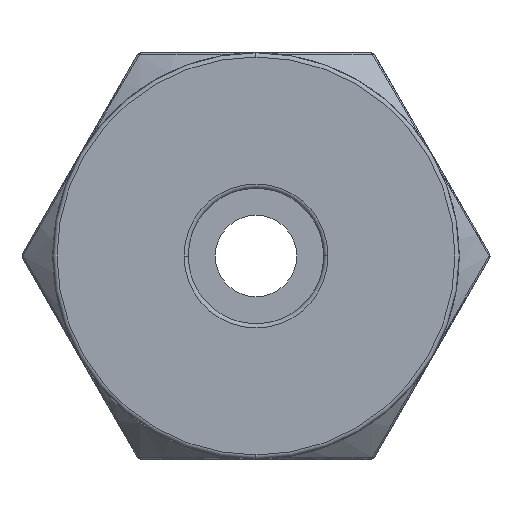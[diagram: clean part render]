
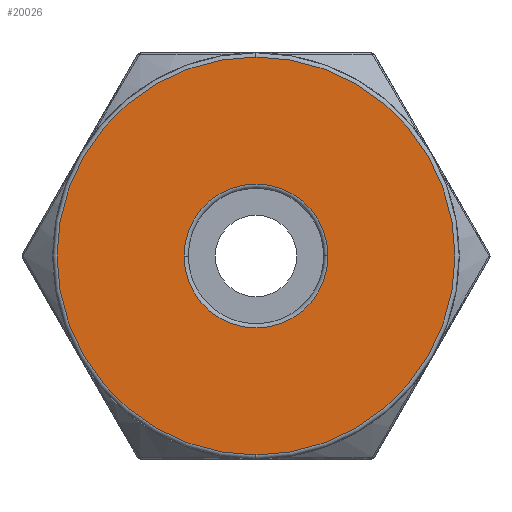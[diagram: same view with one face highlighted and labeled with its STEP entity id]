
A CAD part, left-side view. The second image highlights one B-rep face of the part: STEP entity #20026.
In plain terms, the highlighted face is planar.
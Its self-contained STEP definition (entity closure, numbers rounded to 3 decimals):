
#16876=CARTESIAN_POINT('',(0.,0.,0.));
#16877=DIRECTION('',(-1.,0.,0.));
#16878=DIRECTION('',(0.,1.,0.));
#16879=AXIS2_PLACEMENT_3D('',#16876,#16877,#16878);
#16881=CARTESIAN_POINT('',(0.,0.,0.));
#16882=DIRECTION('',(-1.,0.,0.));
#16883=DIRECTION('',(0.,-1.,0.));
#16884=AXIS2_PLACEMENT_3D('',#16881,#16882,#16883);
#16886=CARTESIAN_POINT('',(0.,0.,0.));
#16887=DIRECTION('',(1.,0.,0.));
#16888=DIRECTION('',(0.,0.,1.));
#16889=AXIS2_PLACEMENT_3D('',#16886,#16887,#16888);
#16891=CARTESIAN_POINT('',(0.,0.,0.));
#16892=DIRECTION('',(1.,0.,0.));
#16893=DIRECTION('',(0.,0.,-1.));
#16894=AXIS2_PLACEMENT_3D('',#16891,#16892,#16893);
#19839=CARTESIAN_POINT('',(0.,2.125,0.));
#19840=CARTESIAN_POINT('',(0.,-2.125,0.));
#19841=VERTEX_POINT('',#19839);
#19842=VERTEX_POINT('',#19840);
#19870=CARTESIAN_POINT('',(0.,0.,5.875));
#19871=CARTESIAN_POINT('',(0.,0.,-5.875));
#19872=VERTEX_POINT('',#19870);
#19873=VERTEX_POINT('',#19871);
#20009=CARTESIAN_POINT('',(0.,0.,0.));
#20010=DIRECTION('',(1.,0.,0.));
#20011=DIRECTION('',(0.,-1.,0.));
#20012=AXIS2_PLACEMENT_3D('',#20009,#20010,#20011);
#20013=PLANE('',#20012);
#20015=ORIENTED_EDGE('',*,*,#20014,.F.);
#20017=ORIENTED_EDGE('',*,*,#20016,.F.);
#20018=EDGE_LOOP('',(#20015,#20017));
#20019=FACE_OUTER_BOUND('',#20018,.F.);
#20021=ORIENTED_EDGE('',*,*,#20020,.F.);
#20023=ORIENTED_EDGE('',*,*,#20022,.F.);
#20024=EDGE_LOOP('',(#20021,#20023));
#20025=FACE_BOUND('',#20024,.F.);
#16880=CIRCLE('',#16879,2.125);
#16885=CIRCLE('',#16884,2.125);
#16890=CIRCLE('',#16889,5.875);
#16895=CIRCLE('',#16894,5.875);
#20014=EDGE_CURVE('',#19872,#19873,#16890,.T.);
#20016=EDGE_CURVE('',#19873,#19872,#16895,.T.);
#20020=EDGE_CURVE('',#19841,#19842,#16880,.T.);
#20022=EDGE_CURVE('',#19842,#19841,#16885,.T.);
#20026=ADVANCED_FACE('',(#20019,#20025),#20013,.T.);
